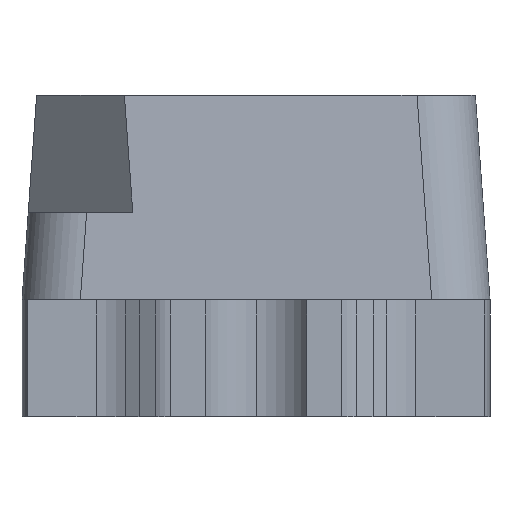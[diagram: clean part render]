
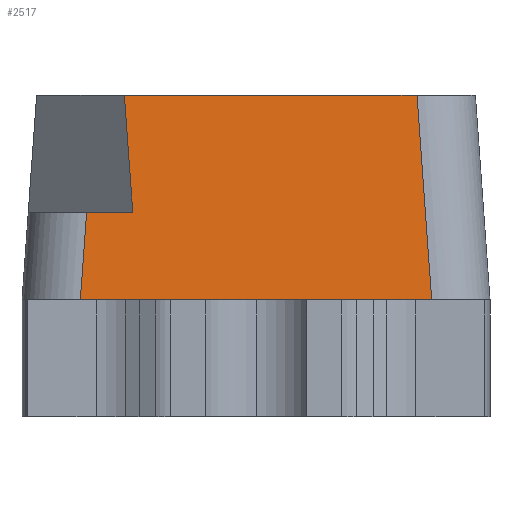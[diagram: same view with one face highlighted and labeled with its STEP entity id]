
A CAD part, left-side view. The second image highlights one B-rep face of the part: STEP entity #2517.
In plain terms, the highlighted planar face has unit normal (-0.998, 0, 0.071).
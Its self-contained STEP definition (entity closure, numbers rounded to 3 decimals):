
#202 = LINE ( 'NONE', #1759, #539 ) ;
#270 = CARTESIAN_POINT ( 'NONE',  ( 136.567, 113.349, 0.75 ) ) ;
#334 = CARTESIAN_POINT ( 'NONE',  ( 136.567, 112.773, 0.75 ) ) ;
#339 = EDGE_CURVE ( 'NONE', #3877, #921, #3540, .T. ) ;
#539 = VECTOR ( 'NONE', #5041, 1000. ) ;
#748 = DIRECTION ( 'NONE',  ( 0., -1., 0. ) ) ;
#921 = VERTEX_POINT ( 'NONE', #5552 ) ;
#1290 = VERTEX_POINT ( 'NONE', #6330 ) ;
#1472 = DIRECTION ( 'NONE',  ( -0.071, -0.071, -0.995 ) ) ;
#1759 = CARTESIAN_POINT ( 'NONE',  ( 136.552, 113.349, 0.55 ) ) ;
#1767 = EDGE_CURVE ( 'NONE', #921, #4897, #3504, .T. ) ;
#1908 = CARTESIAN_POINT ( 'NONE',  ( 136.542, 113.349, 0.4 ) ) ;
#2008 = CARTESIAN_POINT ( 'NONE',  ( 136.567, 113.273, 0.75 ) ) ;
#2161 = CARTESIAN_POINT ( 'NONE',  ( 136.552, 113.338, 0.55 ) ) ;
#2176 = AXIS2_PLACEMENT_3D ( 'NONE', #270, #4069, #5291 ) ;
#2260 = EDGE_CURVE ( 'NONE', #4220, #1290, #4436, .T. ) ;
#2477 = EDGE_CURVE ( 'NONE', #4897, #4220, #3144, .T. ) ;
#2517 = ADVANCED_FACE ( 'NONE', ( #5560 ), #6327, .T. ) ;
#2697 = ORIENTED_EDGE ( 'NONE', *, *, #2883, .T. ) ;
#2835 = CARTESIAN_POINT ( 'NONE',  ( 136.567, 113.349, 0.75 ) ) ;
#2883 = EDGE_CURVE ( 'NONE', #3888, #3877, #202, .T. ) ;
#3144 = LINE ( 'NONE', #4704, #4339 ) ;
#3322 = VECTOR ( 'NONE', #748, 1000. ) ;
#3504 = LINE ( 'NONE', #1908, #3322 ) ;
#3540 = LINE ( 'NONE', #4038, #4584 ) ;
#3565 = DIRECTION ( 'NONE',  ( -0.071, 0.071, -0.995 ) ) ;
#3877 = VERTEX_POINT ( 'NONE', #2161 ) ;
#3888 = VERTEX_POINT ( 'NONE', #4411 ) ;
#4038 = CARTESIAN_POINT ( 'NONE',  ( 136.552, 113.338, 0.55 ) ) ;
#4069 = DIRECTION ( 'NONE',  ( -0.997, 0., 0.071 ) ) ;
#4079 = VECTOR ( 'NONE', #5590, 1000. ) ;
#4126 = EDGE_LOOP ( 'NONE', ( #6566, #6219, #2697, #4532, #4450, #5958 ) ) ;
#4198 = LINE ( 'NONE', #2008, #4984 ) ;
#4220 = VERTEX_POINT ( 'NONE', #334 ) ;
#4339 = VECTOR ( 'NONE', #5236, 1000. ) ;
#4411 = CARTESIAN_POINT ( 'NONE',  ( 136.552, 113.259, 0.55 ) ) ;
#4436 = LINE ( 'NONE', #2835, #4079 ) ;
#4450 = ORIENTED_EDGE ( 'NONE', *, *, #1767, .T. ) ;
#4532 = ORIENTED_EDGE ( 'NONE', *, *, #339, .T. ) ;
#4584 = VECTOR ( 'NONE', #3565, 1000. ) ;
#4704 = CARTESIAN_POINT ( 'NONE',  ( 136.542, 112.748, 0.4 ) ) ;
#4897 = VERTEX_POINT ( 'NONE', #7036 ) ;
#4984 = VECTOR ( 'NONE', #1472, 1000. ) ;
#5041 = DIRECTION ( 'NONE',  ( 0., 1., 0. ) ) ;
#5236 = DIRECTION ( 'NONE',  ( 0.071, 0.071, 0.995 ) ) ;
#5291 = DIRECTION ( 'NONE',  ( 0.071, 0., 0.997 ) ) ;
#5391 = EDGE_CURVE ( 'NONE', #1290, #3888, #4198, .T. ) ;
#5552 = CARTESIAN_POINT ( 'NONE',  ( 136.542, 113.349, 0.4 ) ) ;
#5560 = FACE_OUTER_BOUND ( 'NONE', #4126, .T. ) ;
#5590 = DIRECTION ( 'NONE',  ( 0., 1., 0. ) ) ;
#5958 = ORIENTED_EDGE ( 'NONE', *, *, #2477, .T. ) ;
#6219 = ORIENTED_EDGE ( 'NONE', *, *, #5391, .T. ) ;
#6327 = PLANE ( 'NONE',  #2176 ) ;
#6330 = CARTESIAN_POINT ( 'NONE',  ( 136.567, 113.273, 0.75 ) ) ;
#6566 = ORIENTED_EDGE ( 'NONE', *, *, #2260, .T. ) ;
#7036 = CARTESIAN_POINT ( 'NONE',  ( 136.542, 112.748, 0.4 ) ) ;
